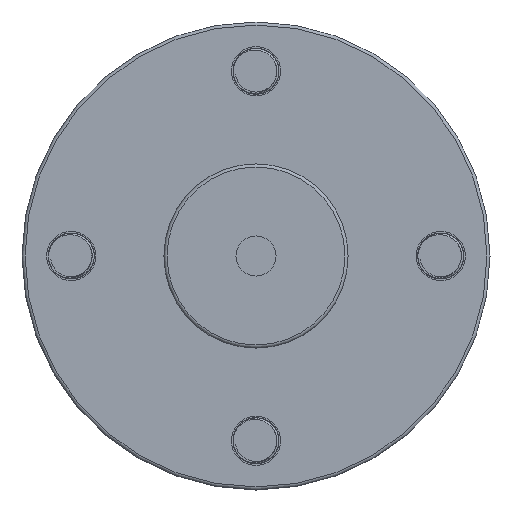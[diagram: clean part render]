
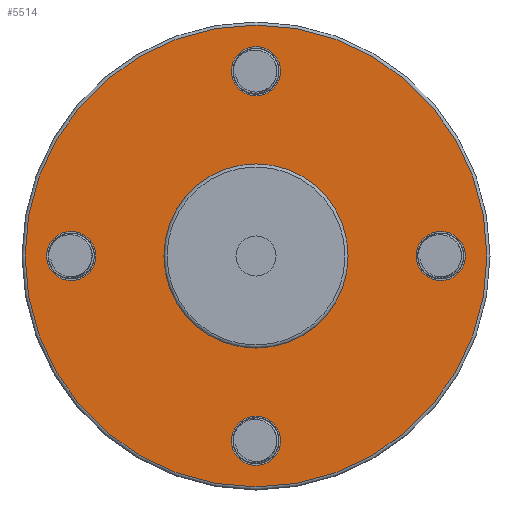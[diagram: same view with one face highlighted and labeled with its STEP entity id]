
A CAD part, front view. The second image highlights one B-rep face of the part: STEP entity #5514.
In plain terms, the highlighted planar face has unit normal (0, -1, 0).
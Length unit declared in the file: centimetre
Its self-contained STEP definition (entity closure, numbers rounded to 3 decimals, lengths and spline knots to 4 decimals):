
#320=FACE_BOUND('',#1444,.T.);
#321=FACE_BOUND('',#1445,.T.);
#322=FACE_BOUND('',#1446,.T.);
#323=FACE_BOUND('',#1447,.T.);
#324=FACE_BOUND('',#1448,.T.);
#447=CIRCLE('',#6034,1.8987);
#448=CIRCLE('',#6037,4.7625);
#451=CIRCLE('',#6041,0.508);
#452=CIRCLE('',#6042,0.508);
#453=CIRCLE('',#6043,0.508);
#454=CIRCLE('',#6044,0.508);
#1114=FACE_OUTER_BOUND('',#1443,.T.);
#1443=EDGE_LOOP('',(#5055));
#1444=EDGE_LOOP('',(#5056));
#1445=EDGE_LOOP('',(#5057));
#1446=EDGE_LOOP('',(#5058));
#1447=EDGE_LOOP('',(#5059));
#1448=EDGE_LOOP('',(#5060));
#2657=VERTEX_POINT('',#19714);
#2658=VERTEX_POINT('',#19719);
#2660=VERTEX_POINT('',#19725);
#2661=VERTEX_POINT('',#19727);
#2662=VERTEX_POINT('',#19729);
#2663=VERTEX_POINT('',#19731);
#3465=EDGE_CURVE('',#2657,#2657,#447,.T.);
#3467=EDGE_CURVE('',#2658,#2658,#448,.T.);
#3470=EDGE_CURVE('',#2660,#2660,#451,.T.);
#3471=EDGE_CURVE('',#2661,#2661,#452,.T.);
#3472=EDGE_CURVE('',#2662,#2662,#453,.T.);
#3473=EDGE_CURVE('',#2663,#2663,#454,.T.);
#5055=ORIENTED_EDGE('',*,*,#3467,.F.);
#5056=ORIENTED_EDGE('',*,*,#3470,.F.);
#5057=ORIENTED_EDGE('',*,*,#3471,.F.);
#5058=ORIENTED_EDGE('',*,*,#3472,.T.);
#5059=ORIENTED_EDGE('',*,*,#3465,.T.);
#5060=ORIENTED_EDGE('',*,*,#3473,.F.);
#5213=PLANE('',#6040);
#5514=ADVANCED_FACE('',(#1114,#320,#321,#322,#323,#324),#5213,.T.);
#6034=AXIS2_PLACEMENT_3D('',#19715,#7194,#7195);
#6037=AXIS2_PLACEMENT_3D('',#19720,#7201,#7202);
#6040=AXIS2_PLACEMENT_3D('',#19724,#7207,#7208);
#6041=AXIS2_PLACEMENT_3D('',#19726,#7209,#7210);
#6042=AXIS2_PLACEMENT_3D('',#19728,#7211,#7212);
#6043=AXIS2_PLACEMENT_3D('',#19730,#7213,#7214);
#6044=AXIS2_PLACEMENT_3D('',#19732,#7215,#7216);
#7194=DIRECTION('center_axis',(0.,1.,0.));
#7195=DIRECTION('ref_axis',(1.,0.,0.));
#7201=DIRECTION('center_axis',(0.,1.,0.));
#7202=DIRECTION('ref_axis',(0.,0.,
1.));
#7207=DIRECTION('center_axis',(0.,-1.,0.));
#7208=DIRECTION('ref_axis',(0.,0.,-1.));
#7209=DIRECTION('center_axis',(0.,-1.,0.));
#7210=DIRECTION('ref_axis',(-1.,0.,0.));
#7211=DIRECTION('center_axis',(0.,-1.,0.));
#7212=DIRECTION('ref_axis',(1.,0.,0.));
#7213=DIRECTION('center_axis',(0.,1.,0.));
#7214=DIRECTION('ref_axis',(0.,0.,1.));
#7215=DIRECTION('center_axis',(0.,-1.,0.));
#7216=DIRECTION('ref_axis',(0.,0.,
-1.));
#19714=CARTESIAN_POINT('',(-1.8987,0.508,0.));
#19715=CARTESIAN_POINT('Origin',(0.,0.508,0.));
#19719=CARTESIAN_POINT('',(0.,0.508,4.7625));
#19720=CARTESIAN_POINT('Origin',(0.,0.508,0.));
#19724=CARTESIAN_POINT('Origin',(0.,0.508,0.));
#19725=CARTESIAN_POINT('',(0.508,0.508,3.81));
#19726=CARTESIAN_POINT('Origin',(0.,0.508,3.81));
#19727=CARTESIAN_POINT('',(-0.508,0.508,-3.81));
#19728=CARTESIAN_POINT('Origin',(0.,0.508,-3.81));
#19729=CARTESIAN_POINT('',(3.81,0.508,-0.508));
#19730=CARTESIAN_POINT('Origin',(3.81,0.508,0.));
#19731=CARTESIAN_POINT('',(-3.81,0.508,0.508));
#19732=CARTESIAN_POINT('Origin',(-3.81,0.508,0.));
